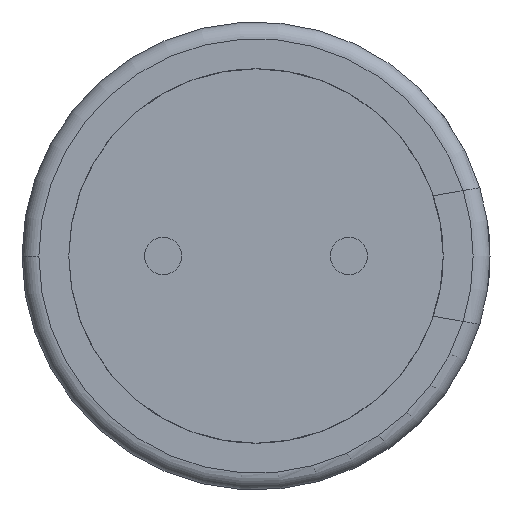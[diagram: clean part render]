
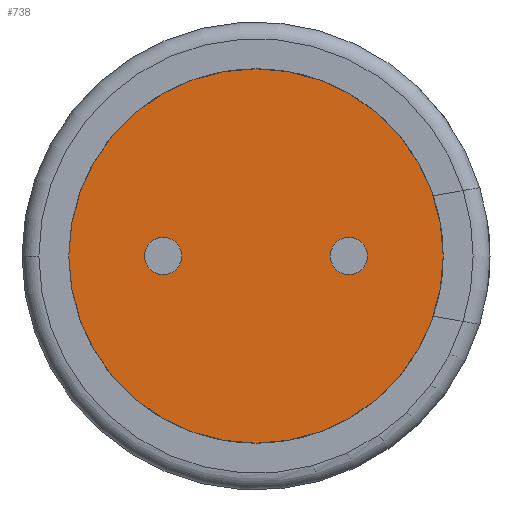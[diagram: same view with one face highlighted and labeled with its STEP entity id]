
A CAD part, front view. The second image highlights one B-rep face of the part: STEP entity #738.
In plain terms, the highlighted planar face has unit normal (0, -1, 0).
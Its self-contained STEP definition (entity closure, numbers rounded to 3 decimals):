
#55 = EDGE_CURVE ( 'NONE', #614, #270, #128, .T. ) ;
#60 = DIRECTION ( 'NONE',  ( -1., 0., 0. ) ) ;
#127 = DIRECTION ( 'NONE',  ( -1., 0., 0. ) ) ;
#128 = CIRCLE ( 'NONE', #1687, 0.25 ) ;
#131 = DIRECTION ( 'NONE',  ( -1., 0., 0. ) ) ;
#132 = FACE_OUTER_BOUND ( 'NONE', #710, .T. ) ;
#179 = AXIS2_PLACEMENT_3D ( 'NONE', #342, #931, #60 ) ;
#196 = CARTESIAN_POINT ( 'NONE',  ( 1.25, 0., 0. ) ) ;
#197 = ORIENTED_EDGE ( 'NONE', *, *, #773, .F. ) ;
#210 = AXIS2_PLACEMENT_3D ( 'NONE', #1613, #282, #127 ) ;
#214 = EDGE_LOOP ( 'NONE', ( #953, #734 ) ) ;
#222 = CARTESIAN_POINT ( 'NONE',  ( 0., 0., 0. ) ) ;
#265 = VERTEX_POINT ( 'NONE', #373 ) ;
#270 = VERTEX_POINT ( 'NONE', #1550 ) ;
#282 = DIRECTION ( 'NONE',  ( 0., 1., 0. ) ) ;
#286 = EDGE_CURVE ( 'NONE', #1259, #265, #1327, .T. ) ;
#306 = AXIS2_PLACEMENT_3D ( 'NONE', #517, #1560, #670 ) ;
#329 = DIRECTION ( 'NONE',  ( 0., -1., 0. ) ) ;
#342 = CARTESIAN_POINT ( 'NONE',  ( -1.25, 0., 0. ) ) ;
#353 = CIRCLE ( 'NONE', #179, 0.25 ) ;
#373 = CARTESIAN_POINT ( 'NONE',  ( -2.52, 0., 0. ) ) ;
#422 = DIRECTION ( 'NONE',  ( 0., -1., 0. ) ) ;
#515 = ORIENTED_EDGE ( 'NONE', *, *, #1787, .F. ) ;
#517 = CARTESIAN_POINT ( 'NONE',  ( 0., 0., 0. ) ) ;
#534 = PLANE ( 'NONE',  #210 ) ;
#614 = VERTEX_POINT ( 'NONE', #838 ) ;
#670 = DIRECTION ( 'NONE',  ( -1., 0., 0. ) ) ;
#710 = EDGE_LOOP ( 'NONE', ( #515, #1500 ) ) ;
#719 = CIRCLE ( 'NONE', #1701, 0.25 ) ;
#734 = ORIENTED_EDGE ( 'NONE', *, *, #55, .F. ) ;
#738 = ADVANCED_FACE ( 'NONE', ( #796, #1580, #132 ), #534, .F. ) ;
#765 = DIRECTION ( 'NONE',  ( -1., 0., 0. ) ) ;
#773 = EDGE_CURVE ( 'NONE', #1013, #1234, #803, .T. ) ;
#796 = FACE_BOUND ( 'NONE', #214, .T. ) ;
#803 = CIRCLE ( 'NONE', #1447, 0.25 ) ;
#838 = CARTESIAN_POINT ( 'NONE',  ( -1.25, 0., -0.25 ) ) ;
#931 = DIRECTION ( 'NONE',  ( 0., -1., 0. ) ) ;
#933 = EDGE_CURVE ( 'NONE', #270, #614, #353, .T. ) ;
#953 = ORIENTED_EDGE ( 'NONE', *, *, #933, .F. ) ;
#1011 = CARTESIAN_POINT ( 'NONE',  ( 1.25, 0., 0.25 ) ) ;
#1013 = VERTEX_POINT ( 'NONE', #1269 ) ;
#1174 = CARTESIAN_POINT ( 'NONE',  ( 1.25, 0., 0. ) ) ;
#1226 = DIRECTION ( 'NONE',  ( -1., 0., 0. ) ) ;
#1234 = VERTEX_POINT ( 'NONE', #1011 ) ;
#1259 = VERTEX_POINT ( 'NONE', #1491 ) ;
#1269 = CARTESIAN_POINT ( 'NONE',  ( 1.25, 0., -0.25 ) ) ;
#1325 = EDGE_CURVE ( 'NONE', #1234, #1013, #719, .T. ) ;
#1327 = CIRCLE ( 'NONE', #1603, 2.52 ) ;
#1332 = ORIENTED_EDGE ( 'NONE', *, *, #1325, .F. ) ;
#1350 = DIRECTION ( 'NONE',  ( 0., -1., 0. ) ) ;
#1370 = CIRCLE ( 'NONE', #306, 2.52 ) ;
#1447 = AXIS2_PLACEMENT_3D ( 'NONE', #1174, #422, #131 ) ;
#1491 = CARTESIAN_POINT ( 'NONE',  ( 2.52, 0., 0. ) ) ;
#1500 = ORIENTED_EDGE ( 'NONE', *, *, #286, .F. ) ;
#1550 = CARTESIAN_POINT ( 'NONE',  ( -1.25, 0., 0.25 ) ) ;
#1560 = DIRECTION ( 'NONE',  ( 0., 1., 0. ) ) ;
#1580 = FACE_BOUND ( 'NONE', #1891, .T. ) ;
#1603 = AXIS2_PLACEMENT_3D ( 'NONE', #222, #1727, #1857 ) ;
#1613 = CARTESIAN_POINT ( 'NONE',  ( 0., 0., 0. ) ) ;
#1687 = AXIS2_PLACEMENT_3D ( 'NONE', #1808, #1350, #765 ) ;
#1701 = AXIS2_PLACEMENT_3D ( 'NONE', #196, #329, #1226 ) ;
#1727 = DIRECTION ( 'NONE',  ( 0., 1., 0. ) ) ;
#1787 = EDGE_CURVE ( 'NONE', #265, #1259, #1370, .T. ) ;
#1808 = CARTESIAN_POINT ( 'NONE',  ( -1.25, 0., 0. ) ) ;
#1857 = DIRECTION ( 'NONE',  ( -1., 0., 0. ) ) ;
#1891 = EDGE_LOOP ( 'NONE', ( #1332, #197 ) ) ;
